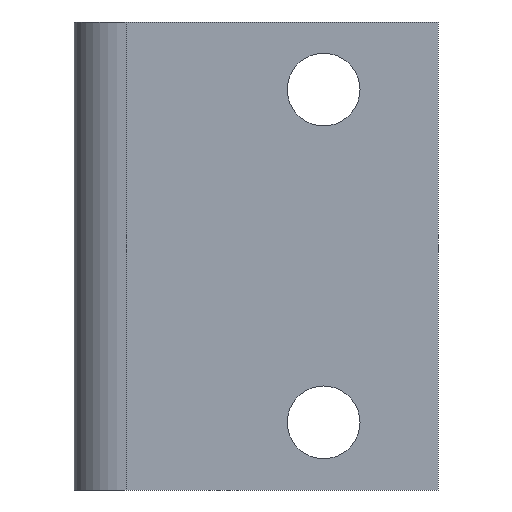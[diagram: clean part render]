
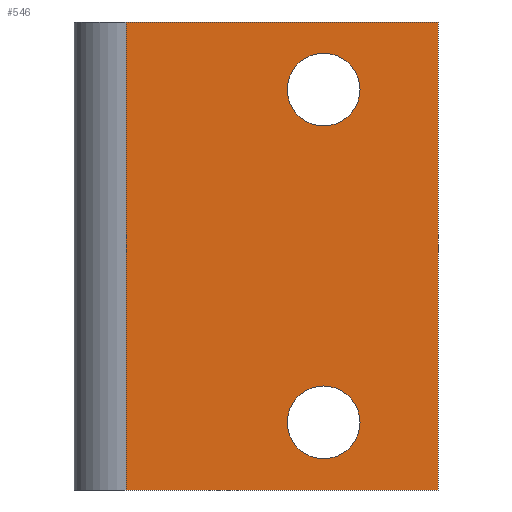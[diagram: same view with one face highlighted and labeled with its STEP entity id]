
A CAD part, front view. The second image highlights one B-rep face of the part: STEP entity #546.
In plain terms, the highlighted planar face has unit normal (0, -1, 0).
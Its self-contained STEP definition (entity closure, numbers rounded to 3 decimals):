
#11 = ORIENTED_EDGE ( 'NONE', *, *, #691, .T. ) ;
#24 = VERTEX_POINT ( 'NONE', #60 ) ;
#26 = LINE ( 'NONE', #52, #642 ) ;
#42 = CARTESIAN_POINT ( 'NONE',  ( 24., 0., 19.5 ) ) ;
#50 = EDGE_CURVE ( 'NONE', #338, #589, #56, .T. ) ;
#52 = CARTESIAN_POINT ( 'NONE',  ( 0., 0., -22.5 ) ) ;
#55 = CARTESIAN_POINT ( 'NONE',  ( 24., 0., 12.5 ) ) ;
#56 = CIRCLE ( 'NONE', #416, 3.5 ) ;
#60 = CARTESIAN_POINT ( 'NONE',  ( 35., 0., -22.5 ) ) ;
#89 = CARTESIAN_POINT ( 'NONE',  ( 35., 0., 22.5 ) ) ;
#99 = CARTESIAN_POINT ( 'NONE',  ( 0., 0., 22.5 ) ) ;
#104 = ORIENTED_EDGE ( 'NONE', *, *, #173, .T. ) ;
#110 = CIRCLE ( 'NONE', #291, 3.5 ) ;
#138 = ORIENTED_EDGE ( 'NONE', *, *, #211, .F. ) ;
#160 = CARTESIAN_POINT ( 'NONE',  ( 5., 0., 22.5 ) ) ;
#164 = VERTEX_POINT ( 'NONE', #676 ) ;
#168 = DIRECTION ( 'NONE',  ( 0., 0., 1. ) ) ;
#173 = EDGE_CURVE ( 'NONE', #512, #573, #110, .T. ) ;
#174 = LINE ( 'NONE', #99, #271 ) ;
#181 = AXIS2_PLACEMENT_3D ( 'NONE', #464, #410, #467 ) ;
#186 = DIRECTION ( 'NONE',  ( 0., 0., -1. ) ) ;
#192 = EDGE_LOOP ( 'NONE', ( #688, #104 ) ) ;
#211 = EDGE_CURVE ( 'NONE', #536, #24, #674, .T. ) ;
#212 = ORIENTED_EDGE ( 'NONE', *, *, #570, .T. ) ;
#237 = CIRCLE ( 'NONE', #656, 3.5 ) ;
#256 = CIRCLE ( 'NONE', #181, 3.5 ) ;
#271 = VECTOR ( 'NONE', #699, 1000. ) ;
#291 = AXIS2_PLACEMENT_3D ( 'NONE', #561, #687, #377 ) ;
#293 = CARTESIAN_POINT ( 'NONE',  ( 24., 0., -12.5 ) ) ;
#303 = EDGE_LOOP ( 'NONE', ( #385, #138, #635, #11 ) ) ;
#325 = FACE_OUTER_BOUND ( 'NONE', #303, .T. ) ;
#337 = CARTESIAN_POINT ( 'NONE',  ( 24., 0., -19.5 ) ) ;
#338 = VERTEX_POINT ( 'NONE', #42 ) ;
#347 = CARTESIAN_POINT ( 'NONE',  ( 35., 0., 22.5 ) ) ;
#352 = DIRECTION ( 'NONE',  ( 0., 1., 0. ) ) ;
#366 = VERTEX_POINT ( 'NONE', #160 ) ;
#372 = VECTOR ( 'NONE', #565, 1000. ) ;
#377 = DIRECTION ( 'NONE',  ( 0., 0., 1. ) ) ;
#385 = ORIENTED_EDGE ( 'NONE', *, *, #562, .T. ) ;
#401 = CARTESIAN_POINT ( 'NONE',  ( 0., 0., 22.5 ) ) ;
#404 = PLANE ( 'NONE',  #667 ) ;
#410 = DIRECTION ( 'NONE',  ( 0., 1., 0. ) ) ;
#416 = AXIS2_PLACEMENT_3D ( 'NONE', #750, #634, #168 ) ;
#419 = CARTESIAN_POINT ( 'NONE',  ( 24., 0., -16. ) ) ;
#464 = CARTESIAN_POINT ( 'NONE',  ( 24., 0., 16. ) ) ;
#467 = DIRECTION ( 'NONE',  ( 0., 0., 1. ) ) ;
#470 = DIRECTION ( 'NONE',  ( 1., 0., 0. ) ) ;
#476 = DIRECTION ( 'NONE',  ( 0., 0., 1. ) ) ;
#497 = FACE_BOUND ( 'NONE', #192, .T. ) ;
#508 = FACE_BOUND ( 'NONE', #758, .T. ) ;
#512 = VERTEX_POINT ( 'NONE', #337 ) ;
#523 = DIRECTION ( 'NONE',  ( 0., 0., 1. ) ) ;
#524 = EDGE_CURVE ( 'NONE', #366, #536, #174, .T. ) ;
#536 = VERTEX_POINT ( 'NONE', #347 ) ;
#542 = LINE ( 'NONE', #714, #737 ) ;
#546 = ADVANCED_FACE ( 'NONE', ( #497, #508, #325 ), #404, .F. ) ;
#561 = CARTESIAN_POINT ( 'NONE',  ( 24., 0., -16. ) ) ;
#562 = EDGE_CURVE ( 'NONE', #164, #24, #26, .T. ) ;
#565 = DIRECTION ( 'NONE',  ( 0., 0., -1. ) ) ;
#570 = EDGE_CURVE ( 'NONE', #589, #338, #256, .T. ) ;
#573 = VERTEX_POINT ( 'NONE', #293 ) ;
#578 = DIRECTION ( 'NONE',  ( 0., 1., 0. ) ) ;
#589 = VERTEX_POINT ( 'NONE', #55 ) ;
#596 = ORIENTED_EDGE ( 'NONE', *, *, #50, .T. ) ;
#634 = DIRECTION ( 'NONE',  ( 0., 1., 0. ) ) ;
#635 = ORIENTED_EDGE ( 'NONE', *, *, #524, .F. ) ;
#642 = VECTOR ( 'NONE', #470, 1000. ) ;
#656 = AXIS2_PLACEMENT_3D ( 'NONE', #419, #352, #476 ) ;
#667 = AXIS2_PLACEMENT_3D ( 'NONE', #401, #578, #523 ) ;
#674 = LINE ( 'NONE', #89, #372 ) ;
#676 = CARTESIAN_POINT ( 'NONE',  ( 5., 0., -22.5 ) ) ;
#681 = EDGE_CURVE ( 'NONE', #573, #512, #237, .T. ) ;
#687 = DIRECTION ( 'NONE',  ( 0., 1., 0. ) ) ;
#688 = ORIENTED_EDGE ( 'NONE', *, *, #681, .T. ) ;
#691 = EDGE_CURVE ( 'NONE', #366, #164, #542, .T. ) ;
#699 = DIRECTION ( 'NONE',  ( 1., 0., 0. ) ) ;
#714 = CARTESIAN_POINT ( 'NONE',  ( 5., 0., 22.5 ) ) ;
#737 = VECTOR ( 'NONE', #186, 1000. ) ;
#750 = CARTESIAN_POINT ( 'NONE',  ( 24., 0., 16. ) ) ;
#758 = EDGE_LOOP ( 'NONE', ( #596, #212 ) ) ;
